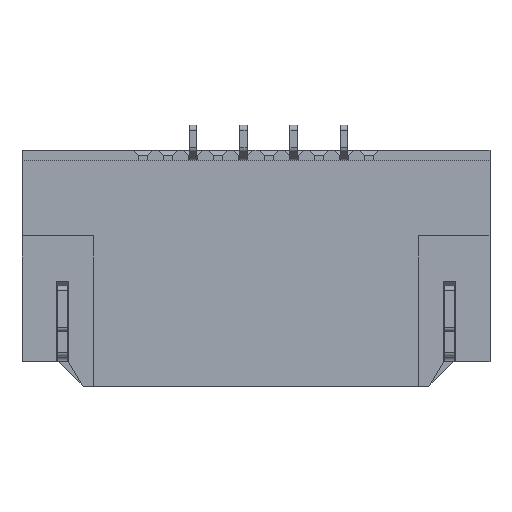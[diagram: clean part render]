
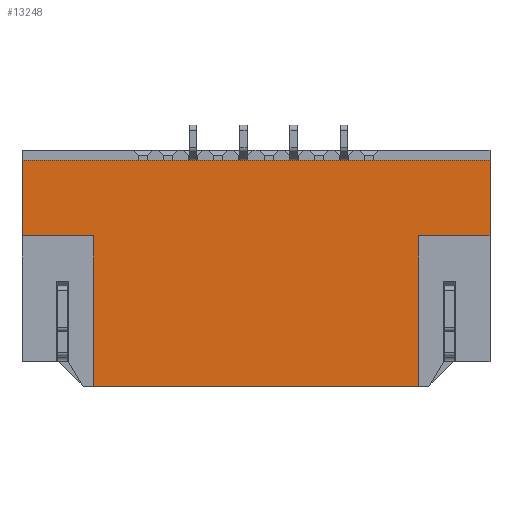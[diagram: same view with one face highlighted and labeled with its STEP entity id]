
A CAD part, front view. The second image highlights one B-rep face of the part: STEP entity #13248.
In plain terms, the highlighted planar face has unit normal (0, -1, 0).
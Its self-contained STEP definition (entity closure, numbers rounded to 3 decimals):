
#806=DIRECTION('',(0.,0.,1.));
#807=VECTOR('',#806,1.5);
#808=CARTESIAN_POINT('',(-5.825,0.077,-2.2));
#809=LINE('',#808,#807);
#810=DIRECTION('',(1.,0.,0.));
#811=VECTOR('',#810,9.3);
#812=CARTESIAN_POINT('',(-5.825,0.077,-0.7));
#813=LINE('',#812,#811);
#814=DIRECTION('',(1.,0.,0.));
#815=VECTOR('',#814,6.47);
#816=CARTESIAN_POINT('',(-4.41,0.077,-5.2));
#817=LINE('',#816,#815);
#5480=DIRECTION('',(0.,0.,1.));
#5481=VECTOR('',#5480,1.5);
#5482=CARTESIAN_POINT('',(3.475,0.077,-2.2));
#5483=LINE('',#5482,#5481);
#6220=DIRECTION('',(1.,0.,0.));
#6221=VECTOR('',#6220,1.415);
#6222=CARTESIAN_POINT('',(2.06,0.077,-2.2));
#6223=LINE('',#6222,#6221);
#6224=DIRECTION('',(0.,0.,1.));
#6225=VECTOR('',#6224,3.);
#6226=CARTESIAN_POINT('',(2.06,0.077,-5.2));
#6227=LINE('',#6226,#6225);
#8570=DIRECTION('',(0.,0.,-1.));
#8571=VECTOR('',#8570,3.);
#8572=CARTESIAN_POINT('',(-4.41,0.077,-2.2));
#8573=LINE('',#8572,#8571);
#8590=DIRECTION('',(1.,0.,0.));
#8591=VECTOR('',#8590,1.415);
#8592=CARTESIAN_POINT('',(-5.825,0.077,-2.2));
#8593=LINE('',#8592,#8591);
#8884=CARTESIAN_POINT('',(3.475,0.077,-2.2));
#8885=CARTESIAN_POINT('',(3.475,0.077,-0.7));
#8886=VERTEX_POINT('',#8884);
#8887=VERTEX_POINT('',#8885);
#9044=CARTESIAN_POINT('',(2.06,0.077,-5.2));
#9045=CARTESIAN_POINT('',(2.06,0.077,-2.2));
#9046=VERTEX_POINT('',#9044);
#9047=VERTEX_POINT('',#9045);
#11156=CARTESIAN_POINT('',(-5.825,0.077,-0.7));
#11158=VERTEX_POINT('',#11156);
#11203=CARTESIAN_POINT('',(-5.825,0.077,-2.2));
#11204=VERTEX_POINT('',#11203);
#11261=CARTESIAN_POINT('',(-4.41,0.077,-2.2));
#11262=VERTEX_POINT('',#11261);
#11265=CARTESIAN_POINT('',(-4.41,0.077,-5.2));
#11266=VERTEX_POINT('',#11265);
#13227=CARTESIAN_POINT('',(2.43,0.077,-2.95));
#13228=DIRECTION('',(0.,1.,0.));
#13229=DIRECTION('',(0.,0.,1.));
#13230=AXIS2_PLACEMENT_3D('',#13227,#13228,#13229);
#13231=PLANE('',#13230);
#13233=ORIENTED_EDGE('',*,*,#13232,.F.);
#13235=ORIENTED_EDGE('',*,*,#13234,.F.);
#13237=ORIENTED_EDGE('',*,*,#13236,.F.);
#13238=ORIENTED_EDGE('',*,*,#13042,.T.);
#13239=ORIENTED_EDGE('',*,*,#13137,.T.);
#13241=ORIENTED_EDGE('',*,*,#13240,.F.);
#13243=ORIENTED_EDGE('',*,*,#13242,.F.);
#13245=ORIENTED_EDGE('',*,*,#13244,.F.);
#13246=EDGE_LOOP('',(#13233,#13235,#13237,#13238,#13239,#13241,#13243,#13245));
#13247=FACE_OUTER_BOUND('',#13246,.F.);
#13042=EDGE_CURVE('',#11204,#11158,#809,.T.);
#13137=EDGE_CURVE('',#11158,#8887,#813,.T.);
#13232=EDGE_CURVE('',#11266,#9046,#817,.T.);
#13234=EDGE_CURVE('',#11262,#11266,#8573,.T.);
#13236=EDGE_CURVE('',#11204,#11262,#8593,.T.);
#13240=EDGE_CURVE('',#8886,#8887,#5483,.T.);
#13242=EDGE_CURVE('',#9047,#8886,#6223,.T.);
#13244=EDGE_CURVE('',#9046,#9047,#6227,.T.);
#13248=ADVANCED_FACE('',(#13247),#13231,.F.);
